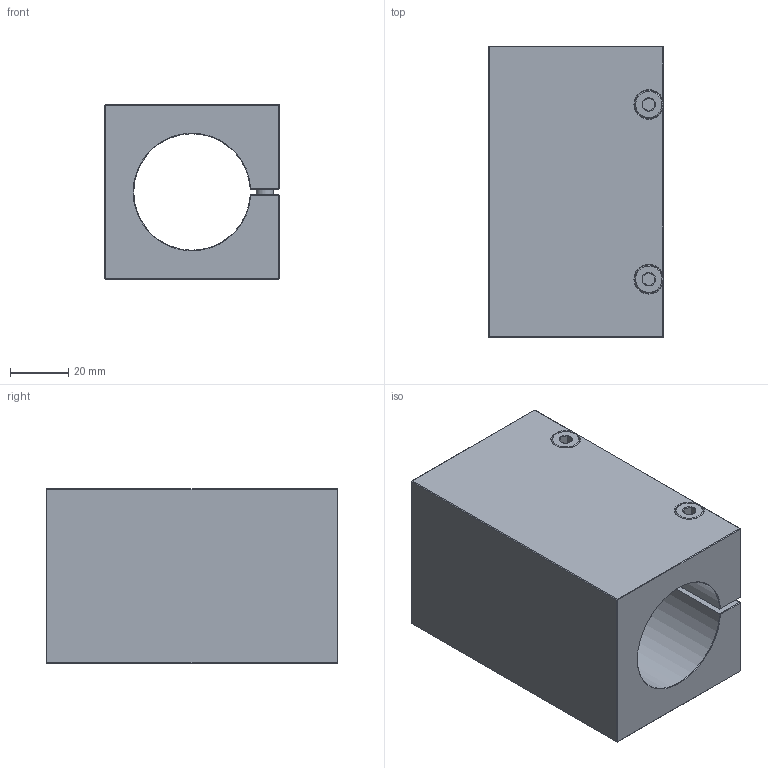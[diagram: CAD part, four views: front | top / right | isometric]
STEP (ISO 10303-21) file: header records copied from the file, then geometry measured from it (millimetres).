
FILE_DESCRIPTION(/* description */ (''),/* implementation_level */ '2;1');
FILE_NAME(/* name */ 'b865b6a0-1b0d-4bdc-a2f1-6f3d6806cd3a.stp',/* time_stamp */ '2024-10-08T18:02:43Z',/* author */ (''),/* organization */ (''),/* preprocessor_version */ 'ST-DEVELOPER v20',/* originating_system */ 'Autodesk Translation Framework v13.20.0.188',/* authorisation */ '');
FILE_SCHEMA (('AUTOMOTIVE_DESIGN { 1 0 10303 214 3 1 1 }'));
Length unit declared in the file: millimetre
Products named in the file (3): SE 01.007; SE 01.007_body_part; Socket_head_screw_M6
Assembly tree (3 placements, depth 2):
  SE 01.007
    SE 01.007_body_part
    Socket_head_screw_M6  x2
Bounding box: 60 x 100 x 60 mm (x, y, z)
Volume: 231883.5 mm3; surface area: 48531 mm2
Topology: 3 solids, 3 shells, 472 faces, 1332 edges, 870 vertices
Faces by surface type: cylinder 377, plane 59, cone 24, bspline 12
Full cylindrical faces by diameter (mm): 4.701 x34, 5.283 x70, 6 x34, 6.12 x40, 9.8 x2, 10 x2
Entity records: 32700 total; most frequent: CARTESIAN_POINT 23307, ORIENTED_EDGE 2354, DIRECTION 1337, EDGE_CURVE 1177, VERTEX_POINT 771, B_SPLINE_CURVE_WITH_KNOTS 651, AXIS2_PLACEMENT_3D 455, LINE 427
